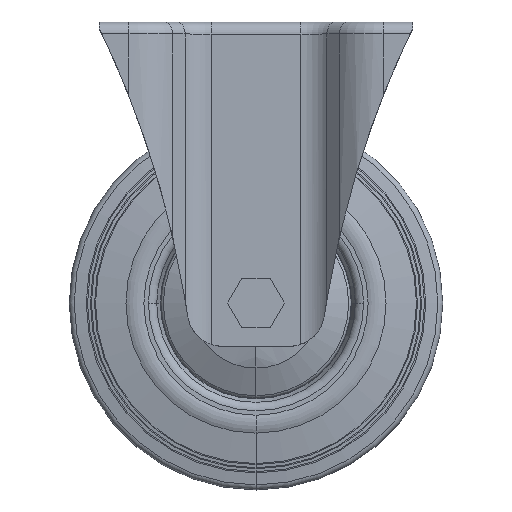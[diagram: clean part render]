
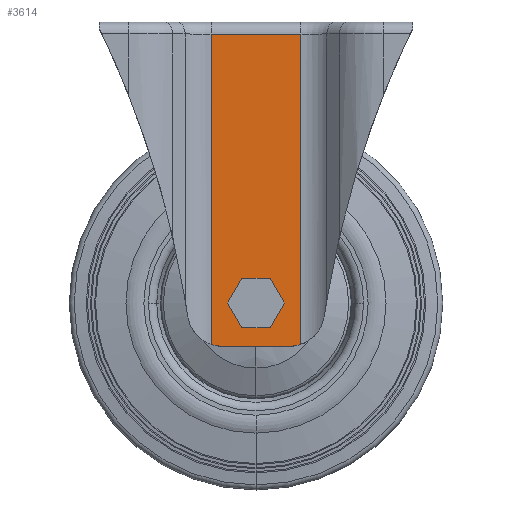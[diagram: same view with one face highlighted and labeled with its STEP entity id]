
A CAD part, top view. The second image highlights one B-rep face of the part: STEP entity #3614.
In plain terms, the highlighted planar face has unit normal (0, 0, 1).
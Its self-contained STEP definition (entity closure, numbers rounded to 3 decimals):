
#582=DIRECTION('',(0.,-1.,0.));
#583=VECTOR('',#582,103.814);
#584=CARTESIAN_POINT('',(15.,-4.,28.));
#585=LINE('',#584,#583);
#606=CARTESIAN_POINT('',(-11.,-96.5,28.));
#607=DIRECTION('',(0.,0.,1.));
#608=DIRECTION('',(-0.333,-0.943,0.));
#609=AXIS2_PLACEMENT_3D('',#606,#607,#608);
#611=DIRECTION('',(0.,-1.,0.));
#612=VECTOR('',#611,103.814);
#613=CARTESIAN_POINT('',(-15.,-4.,28.));
#614=LINE('',#613,#612);
#615=DIRECTION('',(1.,0.,0.));
#616=VECTOR('',#615,30.);
#617=CARTESIAN_POINT('',(-15.,-4.,28.));
#618=LINE('',#617,#616);
#619=CARTESIAN_POINT('',(11.,-96.5,28.));
#620=DIRECTION('',(0.,0.,1.));
#621=DIRECTION('',(0.,-1.,0.));
#622=AXIS2_PLACEMENT_3D('',#619,#620,#621);
#624=DIRECTION('',(-1.,0.,0.));
#625=VECTOR('',#624,22.);
#626=CARTESIAN_POINT('',(11.,-108.5,28.));
#627=LINE('',#626,#625);
#628=CARTESIAN_POINT('',(0.,-94.,28.));
#629=DIRECTION('',(0.,0.,1.));
#630=DIRECTION('',(1.,0.,0.));
#631=AXIS2_PLACEMENT_3D('',#628,#629,#630);
#633=CARTESIAN_POINT('',(0.,-94.,28.));
#634=DIRECTION('',(0.,0.,1.));
#635=DIRECTION('',(-1.,0.,0.));
#636=AXIS2_PLACEMENT_3D('',#633,#634,#635);
#1672=CARTESIAN_POINT('',(-15.,-107.814,28.));
#2120=VERTEX_POINT('',#1672);
#2121=CARTESIAN_POINT('',(-11.,-108.5,28.));
#2122=VERTEX_POINT('',#2121);
#2123=CARTESIAN_POINT('',(11.,-108.5,28.));
#2124=CARTESIAN_POINT('',(15.,-107.814,28.));
#2125=VERTEX_POINT('',#2123);
#2126=VERTEX_POINT('',#2124);
#2152=CARTESIAN_POINT('',(15.,-4.,28.));
#2153=VERTEX_POINT('',#2152);
#2156=CARTESIAN_POINT('',(-15.,-4.,28.));
#2157=VERTEX_POINT('',#2156);
#2365=CARTESIAN_POINT('',(6.,-94.,28.));
#2366=CARTESIAN_POINT('',(-6.,-94.,28.));
#2367=VERTEX_POINT('',#2365);
#2368=VERTEX_POINT('',#2366);
#3591=CARTESIAN_POINT('',(-15.,0.,28.));
#3592=DIRECTION('',(0.,0.,1.));
#3593=DIRECTION('',(1.,0.,0.));
#3594=AXIS2_PLACEMENT_3D('',#3591,#3592,#3593);
#3595=PLANE('',#3594);
#3597=ORIENTED_EDGE('',*,*,#3596,.F.);
#3599=ORIENTED_EDGE('',*,*,#3598,.F.);
#3601=ORIENTED_EDGE('',*,*,#3600,.T.);
#3602=ORIENTED_EDGE('',*,*,#3544,.T.);
#3603=ORIENTED_EDGE('',*,*,#3559,.F.);
#3605=ORIENTED_EDGE('',*,*,#3604,.T.);
#3606=EDGE_LOOP('',(#3597,#3599,#3601,#3602,#3603,#3605));
#3607=FACE_OUTER_BOUND('',#3606,.F.);
#3609=ORIENTED_EDGE('',*,*,#3608,.T.);
#3611=ORIENTED_EDGE('',*,*,#3610,.T.);
#3612=EDGE_LOOP('',(#3609,#3611));
#3613=FACE_BOUND('',#3612,.F.);
#610=CIRCLE('',#609,12.);
#623=CIRCLE('',#622,12.);
#632=CIRCLE('',#631,6.);
#637=CIRCLE('',#636,6.);
#3544=EDGE_CURVE('',#2153,#2126,#585,.T.);
#3559=EDGE_CURVE('',#2125,#2126,#623,.T.);
#3596=EDGE_CURVE('',#2120,#2122,#610,.T.);
#3598=EDGE_CURVE('',#2157,#2120,#614,.T.);
#3600=EDGE_CURVE('',#2157,#2153,#618,.T.);
#3604=EDGE_CURVE('',#2125,#2122,#627,.T.);
#3608=EDGE_CURVE('',#2367,#2368,#632,.T.);
#3610=EDGE_CURVE('',#2368,#2367,#637,.T.);
#3614=ADVANCED_FACE('',(#3607,#3613),#3595,.T.);
